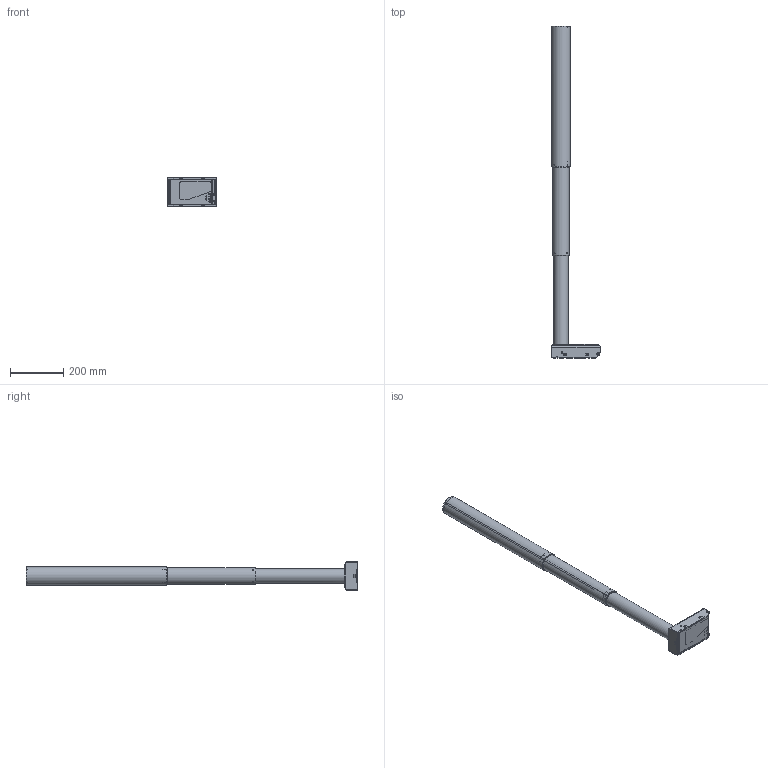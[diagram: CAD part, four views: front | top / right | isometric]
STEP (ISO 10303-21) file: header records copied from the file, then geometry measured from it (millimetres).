
FILE_DESCRIPTION (( 'STEP AP203' ), '1' );
FILE_NAME ('TL9_1.STEP', '2015-03-23T09:31:46', ( '' ), ( '' ), 'SwSTEP 2.0', 'SolidWorks 2010', '' );
FILE_SCHEMA (( 'CONFIG_CONTROL_DESIGN' ));
Length unit declared in the file: millimetre
Products named in the file (8): TL9_1; 31605-395-塑膠上蓋; 內層管-560; TL9中層圓管-524_默?; TL9外層圓管-526_默?; 中管防擺環; 內管防擺環-0; M4無頭內六角
Assembly tree (14 placements, depth 2):
  TL9_1
    M4無頭內六角  x8
    TL9外層圓管-526_默?
    內管防擺環-0
    內層管-560
    31605-395-塑膠上蓋
    TL9中層圓管-524_默?
    中管防擺環
Bounding box: 183 x 1242 x 107 mm (x, y, z)
Volume: 838121.8 mm3; surface area: 742044.8 mm2
Topology: 14 solids, 14 shells, 1633 faces, 4083 edges, 2295 vertices
Faces by surface type: cylinder 679, plane 405, sphere 179, torus 166, bspline 158, cone 46
Full cylindrical faces by diameter (mm): 2.2 x2, 3.2 x8, 4 x8, 4.2 x2, 5 x4, 5.2 x4, 6 x2, 7 x3, 8 x16, 8.2 x4, 12.2 x1, 50 x1, 54 x1, 62 x2, 70 x2
Entity records: 51359 total; most frequent: CARTESIAN_POINT 16910, DIRECTION 7082, ORIENTED_EDGE 6930, EDGE_CURVE 3465, AXIS2_PLACEMENT_3D 2802, VERTEX_POINT 2061, EDGE_LOOP 1738, FACE_OUTER_BOUND 1595
